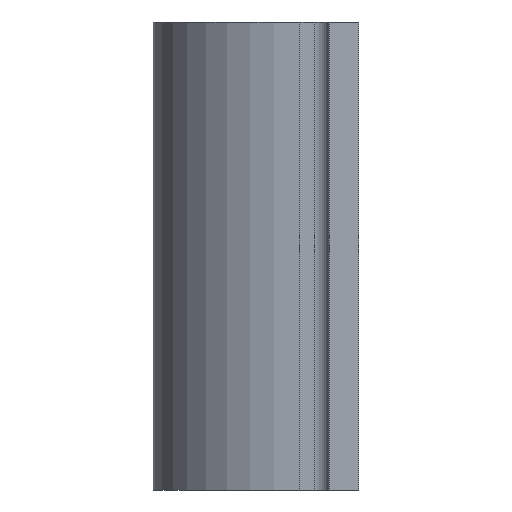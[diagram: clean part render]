
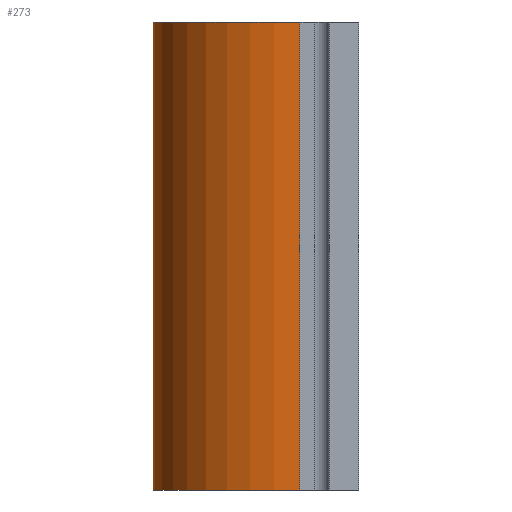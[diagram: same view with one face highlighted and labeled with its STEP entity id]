
A CAD part, left-side view. The second image highlights one B-rep face of the part: STEP entity #273.
In plain terms, the highlighted cylindrical face has radius 3.988 mm (diameter 7.976 mm), a partial arc.
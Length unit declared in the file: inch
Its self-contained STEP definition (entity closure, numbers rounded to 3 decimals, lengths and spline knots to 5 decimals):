
#6 = DIRECTION ( 'NONE',  ( 0., 0., -1. ) ) ;
#15 = CARTESIAN_POINT ( 'NONE',  ( 0.53, 0.063, 0.25 ) ) ;
#23 = DIRECTION ( 'NONE',  ( 1., 0., 0. ) ) ;
#26 = VECTOR ( 'NONE', #239, 39.37008 ) ;
#51 = CARTESIAN_POINT ( 'NONE',  ( 0.53, 0.063, 0.25 ) ) ;
#70 = EDGE_CURVE ( 'NONE', #523, #413, #529, .T. ) ;
#73 = VECTOR ( 'NONE', #165, 39.37008 ) ;
#74 = EDGE_CURVE ( 'NONE', #84, #523, #83, .T. ) ;
#80 = AXIS2_PLACEMENT_3D ( 'NONE', #425, #6, #130 ) ;
#83 = LINE ( 'NONE', #15, #73 ) ;
#84 = VERTEX_POINT ( 'NONE', #51 ) ;
#111 = CARTESIAN_POINT ( 'NONE',  ( 0.844, 0.063, 0.25 ) ) ;
#129 = EDGE_CURVE ( 'NONE', #147, #413, #478, .T. ) ;
#130 = DIRECTION ( 'NONE',  ( -1., 0., 0. ) ) ;
#146 = CARTESIAN_POINT ( 'NONE',  ( 0.844, 0.063, -0.25 ) ) ;
#147 = VERTEX_POINT ( 'NONE', #111 ) ;
#165 = DIRECTION ( 'NONE',  ( 0., 0., -1. ) ) ;
#184 = ORIENTED_EDGE ( 'NONE', *, *, #70, .F. ) ;
#208 = AXIS2_PLACEMENT_3D ( 'NONE', #296, #344, #518 ) ;
#227 = ORIENTED_EDGE ( 'NONE', *, *, #129, .T. ) ;
#239 = DIRECTION ( 'NONE',  ( 0., 0., -1. ) ) ;
#256 = AXIS2_PLACEMENT_3D ( 'NONE', #534, #268, #23 ) ;
#268 = DIRECTION ( 'NONE',  ( 0., 0., -1. ) ) ;
#270 = CARTESIAN_POINT ( 'NONE',  ( 0.53, 0.063, -0.25 ) ) ;
#273 = ADVANCED_FACE ( 'NONE', ( #285 ), #383, .T. ) ;
#279 = ORIENTED_EDGE ( 'NONE', *, *, #457, .T. ) ;
#285 = FACE_OUTER_BOUND ( 'NONE', #436, .T. ) ;
#296 = CARTESIAN_POINT ( 'NONE',  ( 0.687, 0.063, -0.25 ) ) ;
#344 = DIRECTION ( 'NONE',  ( 0., 0., -1. ) ) ;
#383 = CYLINDRICAL_SURFACE ( 'NONE', #80, 0.157 ) ;
#392 = CARTESIAN_POINT ( 'NONE',  ( 0.844, 0.063, 0.25 ) ) ;
#409 = ORIENTED_EDGE ( 'NONE', *, *, #74, .F. ) ;
#413 = VERTEX_POINT ( 'NONE', #146 ) ;
#425 = CARTESIAN_POINT ( 'NONE',  ( 0.687, 0.063, 0.25 ) ) ;
#428 = CIRCLE ( 'NONE', #256, 0.157 ) ;
#436 = EDGE_LOOP ( 'NONE', ( #184, #409, #279, #227 ) ) ;
#457 = EDGE_CURVE ( 'NONE', #84, #147, #428, .T. ) ;
#478 = LINE ( 'NONE', #392, #26 ) ;
#518 = DIRECTION ( 'NONE',  ( 1., 0., 0. ) ) ;
#523 = VERTEX_POINT ( 'NONE', #270 ) ;
#529 = CIRCLE ( 'NONE', #208, 0.157 ) ;
#534 = CARTESIAN_POINT ( 'NONE',  ( 0.687, 0.063, 0.25 ) ) ;
